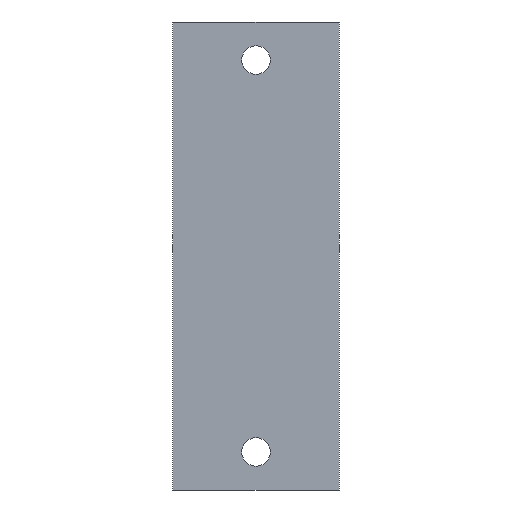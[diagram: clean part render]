
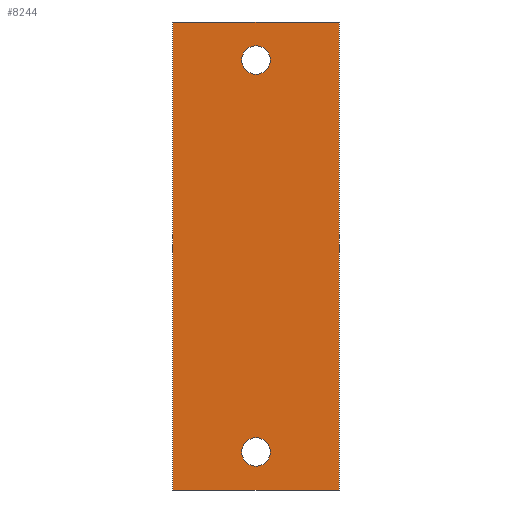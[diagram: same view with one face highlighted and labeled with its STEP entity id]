
A CAD part, left-side view. The second image highlights one B-rep face of the part: STEP entity #8244.
In plain terms, the highlighted planar face has unit normal (-1, 0, 0).
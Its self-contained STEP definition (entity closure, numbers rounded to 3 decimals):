
#160 = CIRCLE ( 'NONE', #19339, 3.264 ) ;
#317 = FACE_BOUND ( 'NONE', #25715, .T. ) ;
#346 = EDGE_CURVE ( 'NONE', #7712, #19723, #7546, .T. ) ;
#648 = VECTOR ( 'NONE', #23033, 1000. ) ;
#936 = DIRECTION ( 'NONE',  ( -1., 0., 0. ) ) ;
#992 = DIRECTION ( 'NONE',  ( 0., 0., 1. ) ) ;
#1589 = ORIENTED_EDGE ( 'NONE', *, *, #10699, .F. ) ;
#1830 = CARTESIAN_POINT ( 'NONE',  ( 264.313, 112.522, -133.664 ) ) ;
#2047 = LINE ( 'NONE', #2879, #8272 ) ;
#2672 = PLANE ( 'NONE',  #28765 ) ;
#2879 = CARTESIAN_POINT ( 'NONE',  ( 264.313, 93.472, -31.75 ) ) ;
#3015 = CIRCLE ( 'NONE', #23140, 3.264 ) ;
#4364 = ORIENTED_EDGE ( 'NONE', *, *, #13325, .F. ) ;
#4925 = AXIS2_PLACEMENT_3D ( 'NONE', #5522, #21077, #992 ) ;
#4932 = ORIENTED_EDGE ( 'NONE', *, *, #27866, .T. ) ;
#5522 = CARTESIAN_POINT ( 'NONE',  ( 264.313, 112.522, -130.4 ) ) ;
#6017 = EDGE_LOOP ( 'NONE', ( #17943, #4364, #6710, #4932 ) ) ;
#6273 = VERTEX_POINT ( 'NONE', #19808 ) ;
#6287 = EDGE_CURVE ( 'NONE', #28244, #22507, #160, .T. ) ;
#6621 = CARTESIAN_POINT ( 'NONE',  ( 264.313, 131.572, -31.75 ) ) ;
#6710 = ORIENTED_EDGE ( 'NONE', *, *, #8487, .T. ) ;
#6910 = FACE_OUTER_BOUND ( 'NONE', #6017, .T. ) ;
#7546 = CIRCLE ( 'NONE', #27689, 3.264 ) ;
#7601 = CARTESIAN_POINT ( 'NONE',  ( 264.313, 112.522, -127.136 ) ) ;
#7712 = VERTEX_POINT ( 'NONE', #11715 ) ;
#8244 = ADVANCED_FACE ( 'NONE', ( #317, #13800, #6910 ), #2672, .F. ) ;
#8256 = VERTEX_POINT ( 'NONE', #6621 ) ;
#8272 = VECTOR ( 'NONE', #20606, 1000. ) ;
#8487 = EDGE_CURVE ( 'NONE', #12758, #27998, #18769, .T. ) ;
#8490 = EDGE_CURVE ( 'NONE', #6273, #8256, #25096, .T. ) ;
#8702 = CARTESIAN_POINT ( 'NONE',  ( 264.313, 93.472, -139.131 ) ) ;
#8995 = DIRECTION ( 'NONE',  ( 0., 0., -1. ) ) ;
#10010 = VECTOR ( 'NONE', #27875, 1000. ) ;
#10699 = EDGE_CURVE ( 'NONE', #19723, #7712, #3015, .T. ) ;
#11024 = CARTESIAN_POINT ( 'NONE',  ( 264.313, 112.522, -130.4 ) ) ;
#11337 = CARTESIAN_POINT ( 'NONE',  ( 264.313, 112.522, -40.481 ) ) ;
#11604 = DIRECTION ( 'NONE',  ( 1., 0., 0. ) ) ;
#11715 = CARTESIAN_POINT ( 'NONE',  ( 264.313, 112.522, -37.217 ) ) ;
#12312 = CARTESIAN_POINT ( 'NONE',  ( 264.313, 93.472, -124.066 ) ) ;
#12758 = VERTEX_POINT ( 'NONE', #8702 ) ;
#13002 = EDGE_CURVE ( 'NONE', #22507, #28244, #27434, .T. ) ;
#13325 = EDGE_CURVE ( 'NONE', #12758, #6273, #13867, .T. ) ;
#13800 = FACE_BOUND ( 'NONE', #23121, .T. ) ;
#13867 = LINE ( 'NONE', #27219, #16160 ) ;
#15148 = DIRECTION ( 'NONE',  ( -1., 0., 0. ) ) ;
#15613 = ORIENTED_EDGE ( 'NONE', *, *, #6287, .T. ) ;
#15990 = CARTESIAN_POINT ( 'NONE',  ( 264.313, 93.472, -124.066 ) ) ;
#16160 = VECTOR ( 'NONE', #27365, 1000. ) ;
#16324 = CARTESIAN_POINT ( 'NONE',  ( 264.313, 112.522, -40.481 ) ) ;
#17943 = ORIENTED_EDGE ( 'NONE', *, *, #8490, .F. ) ;
#18769 = LINE ( 'NONE', #12312, #10010 ) ;
#19339 = AXIS2_PLACEMENT_3D ( 'NONE', #11024, #21877, #26288 ) ;
#19723 = VERTEX_POINT ( 'NONE', #27083 ) ;
#19808 = CARTESIAN_POINT ( 'NONE',  ( 264.313, 131.572, -139.131 ) ) ;
#20541 = DIRECTION ( 'NONE',  ( 0., 1., 0. ) ) ;
#20606 = DIRECTION ( 'NONE',  ( 0., 1., 0. ) ) ;
#21077 = DIRECTION ( 'NONE',  ( 1., 0., 0. ) ) ;
#21165 = ORIENTED_EDGE ( 'NONE', *, *, #346, .F. ) ;
#21877 = DIRECTION ( 'NONE',  ( 1., 0., 0. ) ) ;
#22507 = VERTEX_POINT ( 'NONE', #7601 ) ;
#23033 = DIRECTION ( 'NONE',  ( 0., 0., 1. ) ) ;
#23121 = EDGE_LOOP ( 'NONE', ( #1589, #21165 ) ) ;
#23140 = AXIS2_PLACEMENT_3D ( 'NONE', #16324, #936, #25285 ) ;
#25096 = LINE ( 'NONE', #27735, #648 ) ;
#25285 = DIRECTION ( 'NONE',  ( 0., 0., -1. ) ) ;
#25715 = EDGE_LOOP ( 'NONE', ( #28532, #15613 ) ) ;
#26288 = DIRECTION ( 'NONE',  ( 0., 0., 1. ) ) ;
#27083 = CARTESIAN_POINT ( 'NONE',  ( 264.313, 112.522, -43.745 ) ) ;
#27219 = CARTESIAN_POINT ( 'NONE',  ( 264.313, 93.472, -139.131 ) ) ;
#27365 = DIRECTION ( 'NONE',  ( 0., 1., 0. ) ) ;
#27434 = CIRCLE ( 'NONE', #4925, 3.264 ) ;
#27515 = CARTESIAN_POINT ( 'NONE',  ( 264.313, 93.472, -31.75 ) ) ;
#27689 = AXIS2_PLACEMENT_3D ( 'NONE', #11337, #15148, #8995 ) ;
#27735 = CARTESIAN_POINT ( 'NONE',  ( 264.313, 131.572, -124.066 ) ) ;
#27866 = EDGE_CURVE ( 'NONE', #27998, #8256, #2047, .T. ) ;
#27875 = DIRECTION ( 'NONE',  ( 0., 0., 1. ) ) ;
#27998 = VERTEX_POINT ( 'NONE', #27515 ) ;
#28244 = VERTEX_POINT ( 'NONE', #1830 ) ;
#28532 = ORIENTED_EDGE ( 'NONE', *, *, #13002, .T. ) ;
#28765 = AXIS2_PLACEMENT_3D ( 'NONE', #15990, #11604, #20541 ) ;
